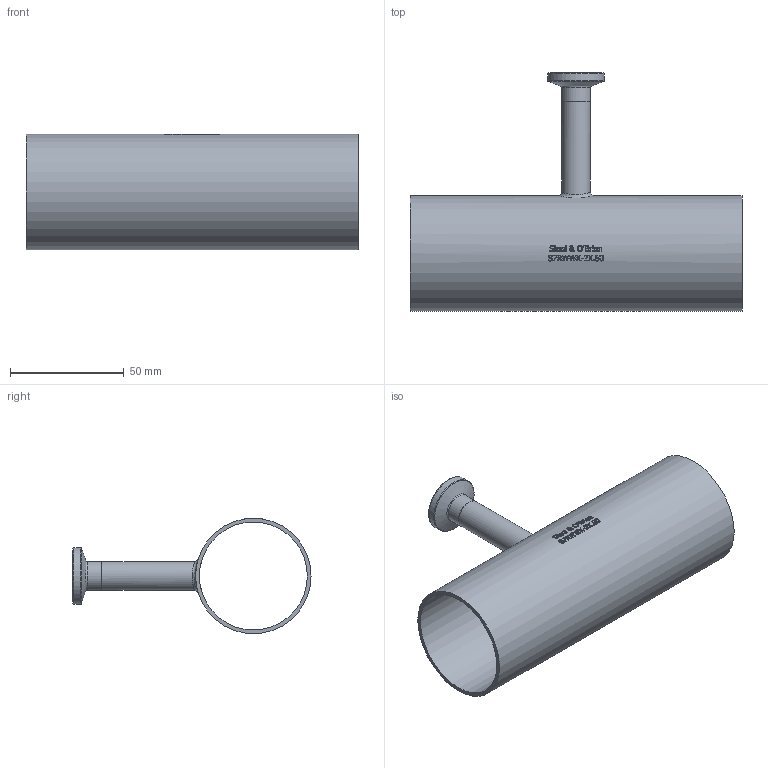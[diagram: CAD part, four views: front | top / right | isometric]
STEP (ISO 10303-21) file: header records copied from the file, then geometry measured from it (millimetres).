
FILE_DESCRIPTION(/* description */ (''),/* implementation_level */ '2;1');
FILE_NAME(/* name */ 'S7RWWK-2X.50.stp',/* time_stamp */ '2018-11-29T11:02:19-05:00',/* author */ ('ken'),/* organization */ (''),/* preprocessor_version */ 'ST-DEVELOPER v15.2',/* originating_system */ 'Autodesk Inventor 2014',/* authorisation */ '');
FILE_SCHEMA (('AUTOMOTIVE_DESIGN { 1 0 10303 214 3 1 1 }'));
Length unit declared in the file: inch
Products named in the file (1): S7RWWK-2X.50
Bounding box: 146.05 x 104.78 x 50.8 mm (x, y, z)
Volume: 41544.2 mm3; surface area: 50239.6 mm2
Topology: 1 solids, 1 shells, 410 faces, 1099 edges, 730 vertices
Faces by surface type: bspline 179, plane 179, cylinder 44, torus 6, cone 2
Full cylindrical faces by diameter (mm): 9.398 x2, 12.7 x2, 21.895 x1, 24.994 x1, 47.498 x1, 50.8 x1
Entity records: 16240 total; most frequent: CARTESIAN_POINT 7000, ORIENTED_EDGE 2156, DIRECTION 1395, EDGE_CURVE 1078, VERTEX_POINT 726, LINE 507, VECTOR 507, EDGE_LOOP 470
